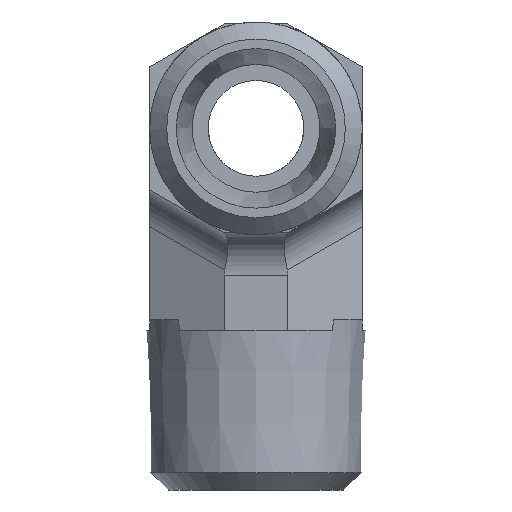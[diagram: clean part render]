
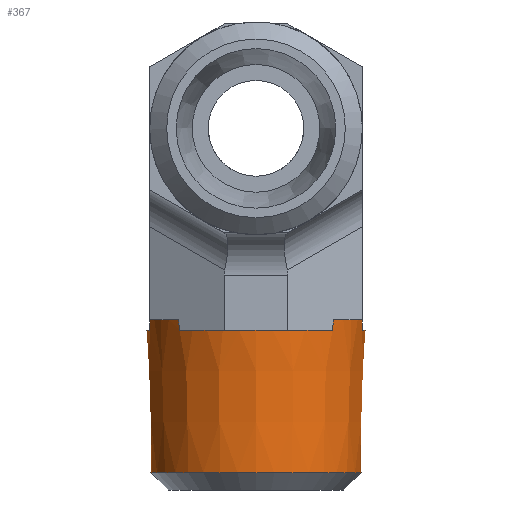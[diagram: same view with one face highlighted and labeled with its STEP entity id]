
A CAD part, front view. The second image highlights one B-rep face of the part: STEP entity #367.
In plain terms, the highlighted conical face has half-angle 1.791 degrees and reference radius 5.047 mm.
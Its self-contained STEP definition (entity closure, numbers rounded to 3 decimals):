
#150=CARTESIAN_POINT('',(-19.885,4.597,-6.7));
#151=VERTEX_POINT('',#150);
#152=CARTESIAN_POINT('',(-19.885,9.544,-6.7));
#153=DIRECTION('',(0.0,0.0,-1.0));
#154=DIRECTION('',(0.0,1.0,0.0));
#155=AXIS2_PLACEMENT_3D('',#152,#153,#154);
#156=CIRCLE('',#155,4.947);
#157=EDGE_CURVE('',#151,#151,#156,.T.);
#165=CARTESIAN_POINT('',(-19.885,9.544,-3.5));
#166=DIRECTION('',(0.0,0.0,1.0));
#167=DIRECTION('',(0.0,-1.0,0.0));
#168=AXIS2_PLACEMENT_3D('',#165,#166,#167);
#169=CONICAL_SURFACE('',#168,5.047,1.791);
#170=CARTESIAN_POINT('',(-23.53,5.875,0.5));
#171=VERTEX_POINT('',#170);
#172=CARTESIAN_POINT('',(-23.476,5.844,0.0));
#173=VERTEX_POINT('',#172);
#174=CARTESIAN_POINT('',(-23.53,5.875,0.5));
#175=CARTESIAN_POINT('',(-23.503,5.859,0.244));
#176=CARTESIAN_POINT('',(-23.476,5.844,0.0));
#184=(BOUNDED_CURVE()B_SPLINE_CURVE(2,(#174,#175,#176),.UNSPECIFIED.,.F.,.U.)B_SPLINE_CURVE_WITH_KNOTS((3,3),(0.0,0.05),.UNSPECIFIED.)CURVE()GEOMETRIC_REPRESENTATION_ITEM()RATIONAL_B_SPLINE_CURVE((1.0,1.,1.0))REPRESENTATION_ITEM(''));
#185=EDGE_CURVE('',#171,#173,#184,.T.);
#186=ORIENTED_EDGE('',*,*,#185,.F.);
#187=CARTESIAN_POINT('',(-24.885,8.221,0.5));
#188=VERTEX_POINT('',#187);
#189=CARTESIAN_POINT('',(-19.885,9.544,0.5));
#190=DIRECTION('',(0.0,0.0,1.0));
#191=DIRECTION('',(0.0,-1.0,0.0));
#192=AXIS2_PLACEMENT_3D('',#189,#190,#191);
#193=CIRCLE('',#192,5.172);
#194=EDGE_CURVE('',#188,#171,#193,.T.);
#195=ORIENTED_EDGE('',*,*,#194,.F.);
#196=CARTESIAN_POINT('',(-24.885,8.284,0.0));
#197=VERTEX_POINT('',#196);
#198=CARTESIAN_POINT('',(-24.885,8.284,0.0));
#199=CARTESIAN_POINT('',(-24.885,8.253,0.244));
#200=CARTESIAN_POINT('',(-24.885,8.221,0.5));
#208=(BOUNDED_CURVE()B_SPLINE_CURVE(2,(#198,#199,#200),.UNSPECIFIED.,.F.,.U.)B_SPLINE_CURVE_WITH_KNOTS((3,3),(0.0,0.05),.UNSPECIFIED.)CURVE()GEOMETRIC_REPRESENTATION_ITEM()RATIONAL_B_SPLINE_CURVE((1.0,1.,1.0))REPRESENTATION_ITEM(''));
#209=EDGE_CURVE('',#197,#188,#208,.T.);
#210=ORIENTED_EDGE('',*,*,#209,.F.);
#211=CARTESIAN_POINT('',(-24.885,10.804,0.0));
#212=VERTEX_POINT('',#211);
#213=CARTESIAN_POINT('',(-19.885,9.544,0.0));
#214=DIRECTION('',(0.0,0.0,1.0));
#215=DIRECTION('',(0.0,-1.0,0.0));
#216=AXIS2_PLACEMENT_3D('',#213,#214,#215);
#217=CIRCLE('',#216,5.156);
#218=EDGE_CURVE('',#212,#197,#217,.T.);
#219=ORIENTED_EDGE('',*,*,#218,.F.);
#220=CARTESIAN_POINT('',(-24.885,10.866,0.5));
#221=VERTEX_POINT('',#220);
#222=CARTESIAN_POINT('',(-24.885,10.866,0.5));
#223=CARTESIAN_POINT('',(-24.885,10.835,0.244));
#224=CARTESIAN_POINT('',(-24.885,10.804,0.0));
#232=(BOUNDED_CURVE()B_SPLINE_CURVE(2,(#222,#223,#224),.UNSPECIFIED.,.F.,.U.)B_SPLINE_CURVE_WITH_KNOTS((3,3),(0.0,0.05),.UNSPECIFIED.)CURVE()GEOMETRIC_REPRESENTATION_ITEM()RATIONAL_B_SPLINE_CURVE((1.0,1.,1.0))REPRESENTATION_ITEM(''));
#233=EDGE_CURVE('',#221,#212,#232,.T.);
#234=ORIENTED_EDGE('',*,*,#233,.F.);
#235=CARTESIAN_POINT('',(-23.53,13.213,0.5));
#236=VERTEX_POINT('',#235);
#237=CARTESIAN_POINT('',(-19.885,9.544,0.5));
#238=DIRECTION('',(0.0,0.0,1.0));
#239=DIRECTION('',(0.0,-1.0,0.0));
#240=AXIS2_PLACEMENT_3D('',#237,#238,#239);
#241=CIRCLE('',#240,5.172);
#242=EDGE_CURVE('',#236,#221,#241,.T.);
#243=ORIENTED_EDGE('',*,*,#242,.F.);
#244=CARTESIAN_POINT('',(-23.476,13.244,0.));
#245=VERTEX_POINT('',#244);
#246=CARTESIAN_POINT('',(-23.476,13.244,0.));
#247=CARTESIAN_POINT('',(-23.503,13.228,0.244));
#248=CARTESIAN_POINT('',(-23.53,13.213,0.5));
#256=(BOUNDED_CURVE()B_SPLINE_CURVE(2,(#246,#247,#248),.UNSPECIFIED.,.F.,.U.)B_SPLINE_CURVE_WITH_KNOTS((3,3),(0.0,0.05),.UNSPECIFIED.)CURVE()GEOMETRIC_REPRESENTATION_ITEM()RATIONAL_B_SPLINE_CURVE((1.0,1.,1.0))REPRESENTATION_ITEM(''));
#257=EDGE_CURVE('',#245,#236,#256,.T.);
#258=ORIENTED_EDGE('',*,*,#257,.F.);
#259=CARTESIAN_POINT('',(-16.293,13.244,0.));
#260=VERTEX_POINT('',#259);
#261=CARTESIAN_POINT('',(-19.885,9.544,0.0));
#262=DIRECTION('',(0.0,0.0,1.0));
#263=DIRECTION('',(0.0,-1.0,0.0));
#264=AXIS2_PLACEMENT_3D('',#261,#262,#263);
#265=CIRCLE('',#264,5.156);
#266=EDGE_CURVE('',#260,#245,#265,.T.);
#267=ORIENTED_EDGE('',*,*,#266,.F.);
#268=CARTESIAN_POINT('',(-16.239,13.213,0.5));
#269=VERTEX_POINT('',#268);
#270=CARTESIAN_POINT('',(-16.239,13.213,0.5));
#271=CARTESIAN_POINT('',(-16.266,13.228,0.244));
#272=CARTESIAN_POINT('',(-16.293,13.244,0.));
#280=(BOUNDED_CURVE()B_SPLINE_CURVE(2,(#270,#271,#272),.UNSPECIFIED.,.F.,.U.)B_SPLINE_CURVE_WITH_KNOTS((3,3),(0.0,0.05),.UNSPECIFIED.)CURVE()GEOMETRIC_REPRESENTATION_ITEM()RATIONAL_B_SPLINE_CURVE((1.0,1.,1.0))REPRESENTATION_ITEM(''));
#281=EDGE_CURVE('',#269,#260,#280,.T.);
#282=ORIENTED_EDGE('',*,*,#281,.F.);
#283=CARTESIAN_POINT('',(-14.885,10.866,0.5));
#284=VERTEX_POINT('',#283);
#285=CARTESIAN_POINT('',(-19.885,9.544,0.5));
#286=DIRECTION('',(0.0,0.0,1.0));
#287=DIRECTION('',(0.0,-1.0,0.0));
#288=AXIS2_PLACEMENT_3D('',#285,#286,#287);
#289=CIRCLE('',#288,5.172);
#290=EDGE_CURVE('',#284,#269,#289,.T.);
#291=ORIENTED_EDGE('',*,*,#290,.F.);
#292=CARTESIAN_POINT('',(-14.885,10.804,0.0));
#293=VERTEX_POINT('',#292);
#294=CARTESIAN_POINT('',(-14.885,10.804,0.0));
#295=CARTESIAN_POINT('',(-14.885,10.835,0.244));
#296=CARTESIAN_POINT('',(-14.885,10.866,0.5));
#304=(BOUNDED_CURVE()B_SPLINE_CURVE(2,(#294,#295,#296),.UNSPECIFIED.,.F.,.U.)B_SPLINE_CURVE_WITH_KNOTS((3,3),(0.0,0.05),.UNSPECIFIED.)CURVE()GEOMETRIC_REPRESENTATION_ITEM()RATIONAL_B_SPLINE_CURVE((1.0,1.,1.0))REPRESENTATION_ITEM(''));
#305=EDGE_CURVE('',#293,#284,#304,.T.);
#306=ORIENTED_EDGE('',*,*,#305,.F.);
#307=CARTESIAN_POINT('',(-14.885,8.284,0.0));
#308=VERTEX_POINT('',#307);
#309=CARTESIAN_POINT('',(-19.885,9.544,0.0));
#310=DIRECTION('',(0.0,0.0,1.0));
#311=DIRECTION('',(0.0,-1.0,0.0));
#312=AXIS2_PLACEMENT_3D('',#309,#310,#311);
#313=CIRCLE('',#312,5.156);
#314=EDGE_CURVE('',#308,#293,#313,.T.);
#315=ORIENTED_EDGE('',*,*,#314,.F.);
#316=CARTESIAN_POINT('',(-14.885,8.221,0.5));
#317=VERTEX_POINT('',#316);
#318=CARTESIAN_POINT('',(-14.885,8.221,0.5));
#319=CARTESIAN_POINT('',(-14.885,8.253,0.244));
#320=CARTESIAN_POINT('',(-14.885,8.284,0.0));
#328=(BOUNDED_CURVE()B_SPLINE_CURVE(2,(#318,#319,#320),.UNSPECIFIED.,.F.,.U.)B_SPLINE_CURVE_WITH_KNOTS((3,3),(0.0,0.05),.UNSPECIFIED.)CURVE()GEOMETRIC_REPRESENTATION_ITEM()RATIONAL_B_SPLINE_CURVE((1.0,1.,1.0))REPRESENTATION_ITEM(''));
#329=EDGE_CURVE('',#317,#308,#328,.T.);
#330=ORIENTED_EDGE('',*,*,#329,.F.);
#331=CARTESIAN_POINT('',(-16.239,5.875,0.5));
#332=VERTEX_POINT('',#331);
#333=CARTESIAN_POINT('',(-19.885,9.544,0.5));
#334=DIRECTION('',(0.0,0.0,1.0));
#335=DIRECTION('',(0.0,-1.0,0.0));
#336=AXIS2_PLACEMENT_3D('',#333,#334,#335);
#337=CIRCLE('',#336,5.172);
#338=EDGE_CURVE('',#332,#317,#337,.T.);
#339=ORIENTED_EDGE('',*,*,#338,.F.);
#340=CARTESIAN_POINT('',(-16.293,5.844,0.));
#341=VERTEX_POINT('',#340);
#342=CARTESIAN_POINT('',(-16.293,5.844,0.));
#343=CARTESIAN_POINT('',(-16.266,5.859,0.244));
#344=CARTESIAN_POINT('',(-16.239,5.875,0.5));
#352=(BOUNDED_CURVE()B_SPLINE_CURVE(2,(#342,#343,#344),.UNSPECIFIED.,.F.,.U.)B_SPLINE_CURVE_WITH_KNOTS((3,3),(0.0,0.05),.UNSPECIFIED.)CURVE()GEOMETRIC_REPRESENTATION_ITEM()RATIONAL_B_SPLINE_CURVE((1.0,1.,1.0))REPRESENTATION_ITEM(''));
#353=EDGE_CURVE('',#341,#332,#352,.T.);
#354=ORIENTED_EDGE('',*,*,#353,.F.);
#355=CARTESIAN_POINT('',(-19.885,9.544,0.0));
#356=DIRECTION('',(0.0,0.0,1.0));
#357=DIRECTION('',(0.0,-1.0,0.0));
#358=AXIS2_PLACEMENT_3D('',#355,#356,#357);
#359=CIRCLE('',#358,5.156);
#360=EDGE_CURVE('',#173,#341,#359,.T.);
#361=ORIENTED_EDGE('',*,*,#360,.F.);
#362=EDGE_LOOP('',(#186,#195,#210,#219,#234,#243,#258,#267,#282,#291,#306,#315,#330,#339,#354,#361));
#363=FACE_OUTER_BOUND('',#362,.T.);
#364=ORIENTED_EDGE('',*,*,#157,.F.);
#365=EDGE_LOOP('',(#364));
#366=FACE_BOUND('',#365,.T.);
#367=ADVANCED_FACE('',(#363,#366),#169,.T.);
